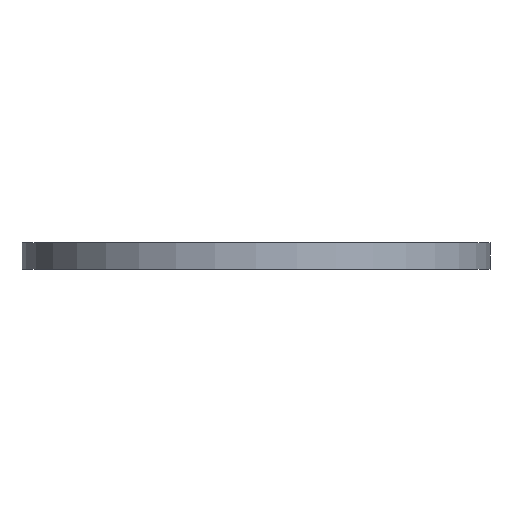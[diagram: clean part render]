
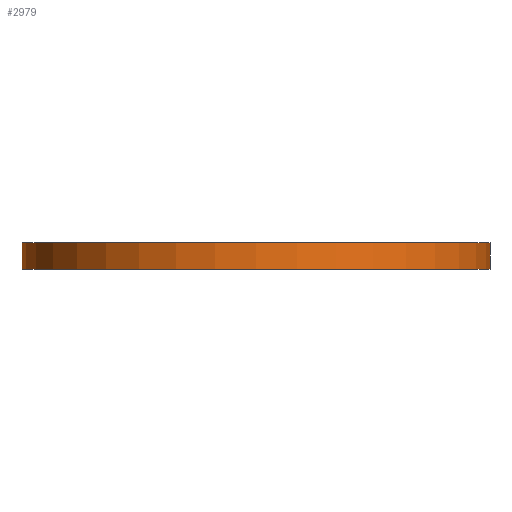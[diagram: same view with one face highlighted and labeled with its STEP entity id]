
A CAD part, front view. The second image highlights one B-rep face of the part: STEP entity #2979.
In plain terms, the highlighted cylindrical face has radius 22.225 mm (diameter 44.45 mm), a partial arc.
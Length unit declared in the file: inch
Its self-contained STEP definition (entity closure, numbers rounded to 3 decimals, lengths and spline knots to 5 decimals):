
#193 = DIRECTION ( 'NONE',  ( 0., 0., -1. ) ) ;
#200 = CARTESIAN_POINT ( 'NONE',  ( -0.875, 0., 0.1 ) ) ;
#201 = DIRECTION ( 'NONE',  ( 1., 0., 0. ) ) ;
#202 = DIRECTION ( 'NONE',  ( 0., 0., 1. ) ) ;
#203 = CARTESIAN_POINT ( 'NONE',  ( 0., 0., 0.1 ) ) ;
#217 = DIRECTION ( 'NONE',  ( 0., 0., -1. ) ) ;
#219 = CARTESIAN_POINT ( 'NONE',  ( 0.875, 0., 0.1 ) ) ;
#282 = CARTESIAN_POINT ( 'NONE',  ( 0., 0., 0.1 ) ) ;
#283 = DIRECTION ( 'NONE',  ( 0., 0., -1. ) ) ;
#285 = DIRECTION ( 'NONE',  ( -1., 0., 0. ) ) ;
#576 = CARTESIAN_POINT ( 'NONE',  ( 0., 0., 0. ) ) ;
#591 = DIRECTION ( 'NONE',  ( 0., 0., 1. ) ) ;
#592 = DIRECTION ( 'NONE',  ( 1., 0., 0. ) ) ;
#663 = VECTOR ( 'NONE', #217, 39.37008 ) ;
#668 = LINE ( 'NONE', #219, #663 ) ;
#697 = CYLINDRICAL_SURFACE ( 'NONE', #3136, 0.875 ) ;
#699 = FACE_OUTER_BOUND ( 'NONE', #2581, .T. ) ;
#1274 = CIRCLE ( 'NONE', #3144, 0.875 ) ;
#1279 = LINE ( 'NONE', #200, #1282 ) ;
#1282 = VECTOR ( 'NONE', #193, 39.37008 ) ;
#1294 = CIRCLE ( 'NONE', #3044, 0.875 ) ;
#1401 = VERTEX_POINT ( 'NONE', #1656 ) ;
#1405 = VERTEX_POINT ( 'NONE', #1644 ) ;
#1438 = VERTEX_POINT ( 'NONE', #1612 ) ;
#1439 = VERTEX_POINT ( 'NONE', #1611 ) ;
#1611 = CARTESIAN_POINT ( 'NONE',  ( 0.875, 0., 0.1 ) ) ;
#1612 = CARTESIAN_POINT ( 'NONE',  ( -0.875, 0., 0.1 ) ) ;
#1644 = CARTESIAN_POINT ( 'NONE',  ( 0.875, 0., 0. ) ) ;
#1656 = CARTESIAN_POINT ( 'NONE',  ( -0.875, 0., 0. ) ) ;
#2581 = EDGE_LOOP ( 'NONE', ( #2665, #2662, #2666, #2643 ) ) ;
#2643 = ORIENTED_EDGE ( 'NONE', *, *, #3222, .T. ) ;
#2662 = ORIENTED_EDGE ( 'NONE', *, *, #3214, .F. ) ;
#2665 = ORIENTED_EDGE ( 'NONE', *, *, #3209, .F. ) ;
#2666 = ORIENTED_EDGE ( 'NONE', *, *, #3216, .T. ) ;
#2979 = ADVANCED_FACE ( 'NONE', ( #699 ), #697, .T. ) ;
#3044 = AXIS2_PLACEMENT_3D ( 'NONE', #576, #591, #592 ) ;
#3136 = AXIS2_PLACEMENT_3D ( 'NONE', #282, #283, #285 ) ;
#3144 = AXIS2_PLACEMENT_3D ( 'NONE', #203, #202, #201 ) ;
#3209 = EDGE_CURVE ( 'NONE', #1439, #1405, #668, .T. ) ;
#3214 = EDGE_CURVE ( 'NONE', #1438, #1439, #1274, .T. ) ;
#3216 = EDGE_CURVE ( 'NONE', #1438, #1401, #1279, .T. ) ;
#3222 = EDGE_CURVE ( 'NONE', #1401, #1405, #1294, .T. ) ;
